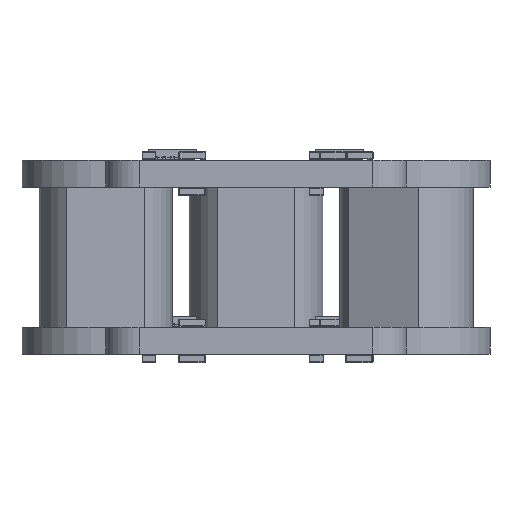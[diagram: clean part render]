
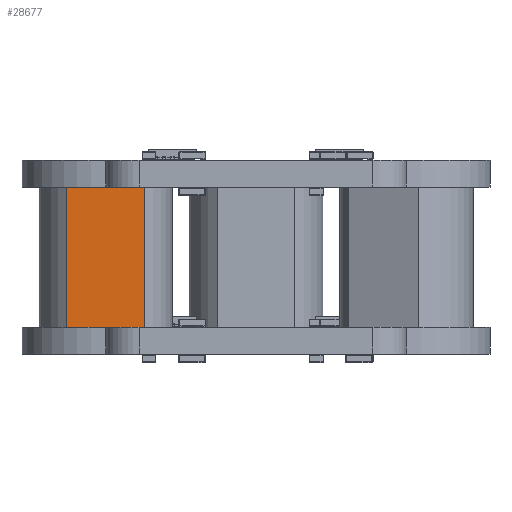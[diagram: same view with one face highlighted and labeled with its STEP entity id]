
A CAD part, left-side view. The second image highlights one B-rep face of the part: STEP entity #28677.
In plain terms, the highlighted planar face has unit normal (-1, 0, 0).
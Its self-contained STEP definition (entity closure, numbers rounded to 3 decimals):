
#1705=PLANE('',#30379);
#2845=FACE_OUTER_BOUND('',#4382,.T.);
#4382=EDGE_LOOP('',(#20102,#20103,#20104,#20105));
#5955=LINE('',#40709,#9248);
#5956=LINE('',#40712,#9249);
#5957=LINE('',#40714,#9250);
#5958=LINE('',#40715,#9251);
#9248=VECTOR('',#32732,10.);
#9249=VECTOR('',#32735,10.);
#9250=VECTOR('',#32736,10.);
#9251=VECTOR('',#32737,10.);
#13339=VERTEX_POINT('',#40702);
#13342=VERTEX_POINT('',#40707);
#13343=VERTEX_POINT('',#40711);
#13344=VERTEX_POINT('',#40713);
#16009=EDGE_CURVE('',#13339,#13342,#5955,.T.);
#16010=EDGE_CURVE('',#13343,#13339,#5956,.T.);
#16011=EDGE_CURVE('',#13344,#13342,#5957,.T.);
#16012=EDGE_CURVE('',#13343,#13344,#5958,.T.);
#20102=ORIENTED_EDGE('',*,*,#16010,.T.);
#20103=ORIENTED_EDGE('',*,*,#16009,.T.);
#20104=ORIENTED_EDGE('',*,*,#16011,.F.);
#20105=ORIENTED_EDGE('',*,*,#16012,.F.);
#28677=ADVANCED_FACE('',(#2845),#1705,.T.);
#30379=AXIS2_PLACEMENT_3D('',#40710,#32733,#32734);
#32732=DIRECTION('',(0.,1.,0.));
#32733=DIRECTION('center_axis',(-1.,0.,0.));
#32734=DIRECTION('ref_axis',(0.,0.,1.));
#32735=DIRECTION('',(0.,0.,1.));
#32736=DIRECTION('',(0.,0.,1.));
#32737=DIRECTION('',(0.,1.,0.));
#40702=CARTESIAN_POINT('',(-3.25,0.,2.332));
#40707=CARTESIAN_POINT('',(-3.25,8.4,2.332));
#40709=CARTESIAN_POINT('',(-3.25,0.,2.332));
#40710=CARTESIAN_POINT('Origin',(-3.25,0.,-2.332));
#40711=CARTESIAN_POINT('',(-3.25,0.,-2.332));
#40712=CARTESIAN_POINT('',(-3.25,0.,-2.332));
#40713=CARTESIAN_POINT('',(-3.25,8.4,-2.332));
#40714=CARTESIAN_POINT('',(-3.25,8.4,-2.332));
#40715=CARTESIAN_POINT('',(-3.25,0.,-2.332));
